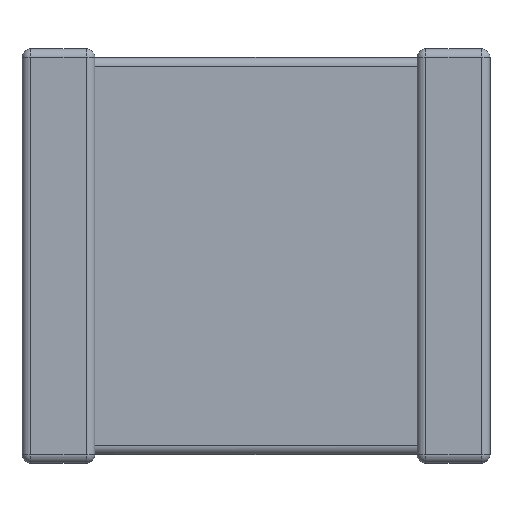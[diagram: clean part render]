
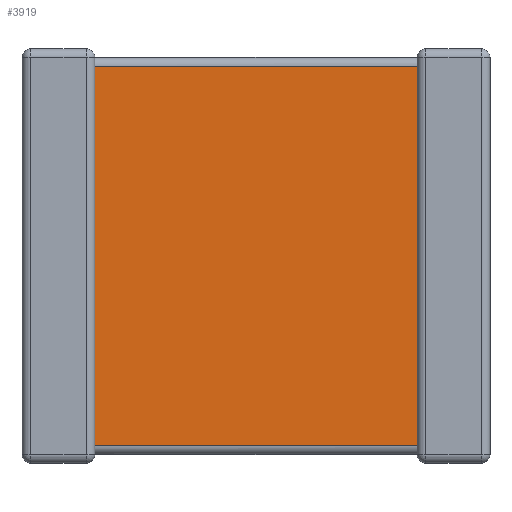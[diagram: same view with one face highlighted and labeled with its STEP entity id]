
A CAD part, front view. The second image highlights one B-rep face of the part: STEP entity #3919.
In plain terms, the highlighted planar face has unit normal (0, -1, 0).
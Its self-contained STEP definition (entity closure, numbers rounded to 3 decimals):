
#844 = VERTEX_POINT ( 'NONE', #2777 ) ;
#897 = DIRECTION ( 'NONE',  ( 0., 0., 1. ) ) ;
#978 = ORIENTED_EDGE ( 'NONE', *, *, #1338, .T. ) ;
#983 = LINE ( 'NONE', #4043, #2578 ) ;
#999 = EDGE_LOOP ( 'NONE', ( #2517, #978, #3339, #2614 ) ) ;
#1316 = DIRECTION ( 'NONE',  ( 0., 0., 1. ) ) ;
#1338 = EDGE_CURVE ( 'NONE', #3655, #844, #2514, .T. ) ;
#1461 = CARTESIAN_POINT ( 'NONE',  ( 0.95, 0.112, -5.175 ) ) ;
#1696 = VERTEX_POINT ( 'NONE', #2305 ) ;
#2060 = DIRECTION ( 'NONE',  ( 1., 0., 0. ) ) ;
#2305 = CARTESIAN_POINT ( 'NONE',  ( 0.95, 0.112, -0.225 ) ) ;
#2309 = PLANE ( 'NONE',  #3164 ) ;
#2310 = EDGE_CURVE ( 'NONE', #844, #3929, #3284, .T. ) ;
#2317 = DIRECTION ( 'NONE',  ( 1., 0., 0. ) ) ;
#2446 = VECTOR ( 'NONE', #897, 1000. ) ;
#2514 = LINE ( 'NONE', #3140, #4477 ) ;
#2517 = ORIENTED_EDGE ( 'NONE', *, *, #4359, .F. ) ;
#2578 = VECTOR ( 'NONE', #3662, 1000. ) ;
#2614 = ORIENTED_EDGE ( 'NONE', *, *, #3710, .T. ) ;
#2777 = CARTESIAN_POINT ( 'NONE',  ( 5.15, 0.112, -5.175 ) ) ;
#3033 = CARTESIAN_POINT ( 'NONE',  ( 0.95, 0.112, -5.4 ) ) ;
#3140 = CARTESIAN_POINT ( 'NONE',  ( 5.15, 0.112, -5.175 ) ) ;
#3164 = AXIS2_PLACEMENT_3D ( 'NONE', #3033, #4507, #2317 ) ;
#3284 = LINE ( 'NONE', #3412, #2446 ) ;
#3339 = ORIENTED_EDGE ( 'NONE', *, *, #2310, .T. ) ;
#3412 = CARTESIAN_POINT ( 'NONE',  ( 5.15, 0.112, -5.4 ) ) ;
#3601 = FACE_OUTER_BOUND ( 'NONE', #999, .T. ) ;
#3655 = VERTEX_POINT ( 'NONE', #1461 ) ;
#3662 = DIRECTION ( 'NONE',  ( -1., 0., 0. ) ) ;
#3710 = EDGE_CURVE ( 'NONE', #3929, #1696, #983, .T. ) ;
#3802 = LINE ( 'NONE', #4618, #4243 ) ;
#3919 = ADVANCED_FACE ( 'NONE', ( #3601 ), #2309, .T. ) ;
#3929 = VERTEX_POINT ( 'NONE', #4127 ) ;
#4043 = CARTESIAN_POINT ( 'NONE',  ( 0.95, 0.112, -0.225 ) ) ;
#4127 = CARTESIAN_POINT ( 'NONE',  ( 5.15, 0.112, -0.225 ) ) ;
#4243 = VECTOR ( 'NONE', #1316, 1000. ) ;
#4359 = EDGE_CURVE ( 'NONE', #3655, #1696, #3802, .T. ) ;
#4477 = VECTOR ( 'NONE', #2060, 1000. ) ;
#4507 = DIRECTION ( 'NONE',  ( 0., -1., 0. ) ) ;
#4618 = CARTESIAN_POINT ( 'NONE',  ( 0.95, 0.112, -5.4 ) ) ;
